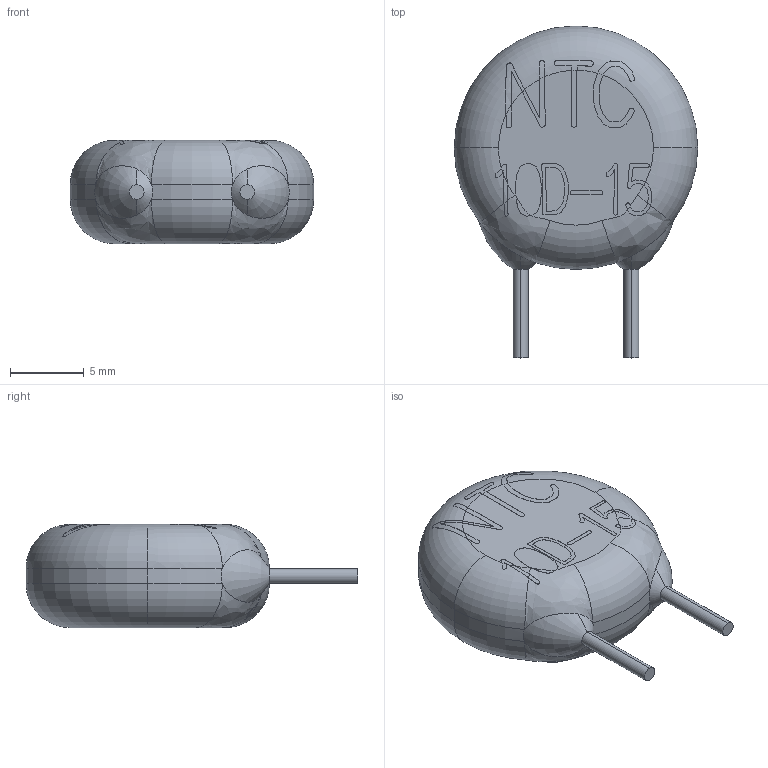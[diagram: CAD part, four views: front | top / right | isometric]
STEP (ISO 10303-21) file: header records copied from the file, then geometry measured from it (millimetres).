
FILE_DESCRIPTION (( 'STEP AP214' ), '1' );
FILE_NAME ('Òåðìèñòîð .10D-15.STEP', '2024-09-02T11:32:40', ( '' ), ( '' ), 'SwSTEP 2.0', 'SolidWorks 2021', '' );
FILE_SCHEMA (( 'AUTOMOTIVE_DESIGN' ));
Length unit declared in the file: millimetre
Products named in the file (1): Òåðìèñòîð .10D-15
Bounding box: 16.5 x 22.5 x 7 mm (x, y, z)
Volume: 1341.7 mm3; surface area: 698.7 mm2
Topology: 1 solids, 1 shells, 286 faces, 778 edges, 498 vertices
Faces by surface type: bspline 204, plane 52, torus 22, cylinder 8
Entity records: 16338 total; most frequent: CARTESIAN_POINT 8006, ORIENTED_EDGE 1556, EDGE_CURVE 778, B_SPLINE_CURVE_WITH_KNOTS 577, VERTEX_POINT 498, DIRECTION 427, EDGE_LOOP 290, ADVANCED_FACE 286
